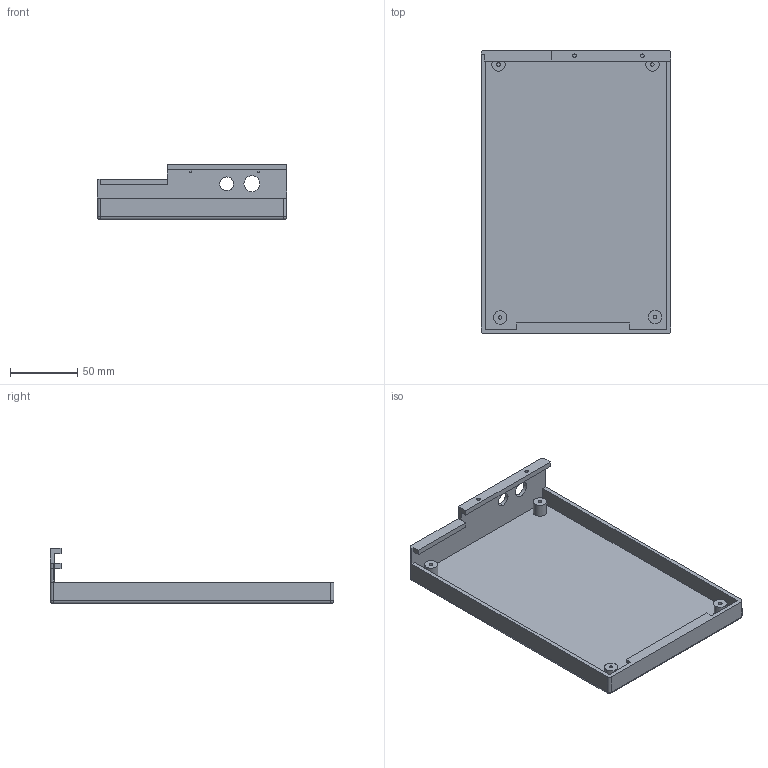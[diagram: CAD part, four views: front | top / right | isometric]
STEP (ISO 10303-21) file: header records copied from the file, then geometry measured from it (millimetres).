
FILE_DESCRIPTION (( 'STEP AP214' ), '1' );
FILE_NAME ('bottom part.STEP', '2024-06-16T14:00:06', ( '' ), ( '' ), 'SwSTEP 2.0', 'SolidWorks 2022', '' );
FILE_SCHEMA (( 'AUTOMOTIVE_DESIGN' ));
Length unit declared in the file: metre
Products named in the file (3): Copy of Part14^new enclosure 1.STEP; new enclosure 1.STEP; bottom part
Assembly tree (2 placements, depth 3):
  bottom part
    new enclosure 1.STEP
      Copy of Part14^new enclosure 1.STEP
Bounding box: 140.97 x 210.98 x 41 mm (x, y, z)
Volume: 130536.8 mm3; surface area: 88722.1 mm2
Topology: 1 solids, 1 shells, 73 faces, 186 edges, 117 vertices
Faces by surface type: cylinder 35, plane 32, sphere 4, cone 2
Entity records: 2329 total; most frequent: CARTESIAN_POINT 420, DIRECTION 409, ORIENTED_EDGE 364, EDGE_CURVE 182, AXIS2_PLACEMENT_3D 150, VERTEX_POINT 117, LINE 109, VECTOR 109
